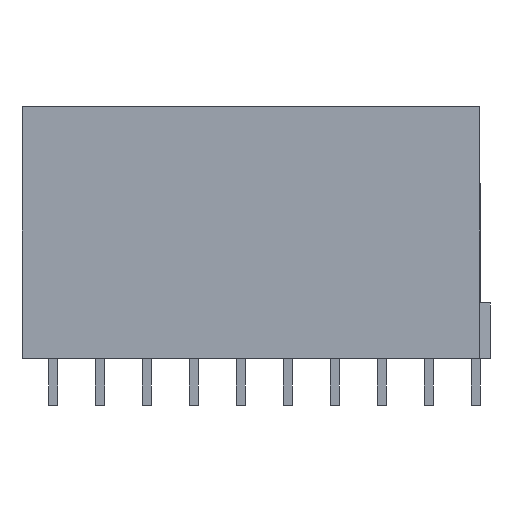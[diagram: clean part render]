
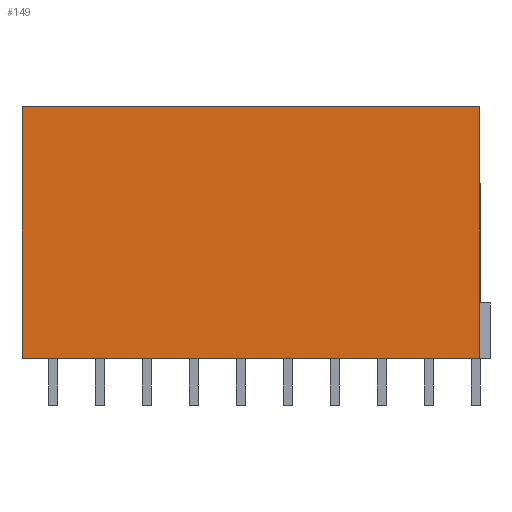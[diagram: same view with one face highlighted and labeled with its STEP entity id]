
A CAD part, front view. The second image highlights one B-rep face of the part: STEP entity #149.
In plain terms, the highlighted planar face has unit normal (0, -1, 0).
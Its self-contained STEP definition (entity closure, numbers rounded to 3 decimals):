
#149=ADVANCED_FACE('',(#3022),#3023,.T.);
#3022=FACE_OUTER_BOUND('',#8318,.T.);
#3023=PLANE('',#8319);
#8318=EDGE_LOOP('',(#16261,#16262,#16263,#16264));
#8319=AXIS2_PLACEMENT_3D('',#16265,#16266,#16267);
#16261=ORIENTED_EDGE('',*,*,#36932,.F.);
#16262=ORIENTED_EDGE('',*,*,#34433,.T.);
#16263=ORIENTED_EDGE('',*,*,#36124,.T.);
#16264=ORIENTED_EDGE('',*,*,#36114,.F.);
#16265=CARTESIAN_POINT('',(-12.45,-11.675,0.0));
#16266=DIRECTION('',(0.0,-1.0,0.0));
#16267=DIRECTION('',(0.0,0.0,-1.0));
#34433=EDGE_CURVE('',#41284,#41282,#41285,.T.);
#36114=EDGE_CURVE('',#44548,#44550,#44551,.T.);
#36124=EDGE_CURVE('',#41282,#44550,#44565,.T.);
#36932=EDGE_CURVE('',#41284,#44548,#46176,.T.);
#41282=VERTEX_POINT('',#52688);
#41284=VERTEX_POINT('',#52691);
#41285=LINE('',#52692,#52693);
#44548=VERTEX_POINT('',#56883);
#44550=VERTEX_POINT('',#56886);
#44551=LINE('',#56887,#56888);
#44565=LINE('',#56910,#56911);
#46176=LINE('',#59009,#59010);
#52688=CARTESIAN_POINT('',(-12.45,-11.675,-13.4));
#52691=CARTESIAN_POINT('',(-12.45,-11.675,0.0));
#52692=CARTESIAN_POINT('',(-12.45,-11.675,0.0));
#52693=VECTOR('',#68785,13.4);
#56883=CARTESIAN_POINT('',(11.9,-11.675,0.0));
#56886=CARTESIAN_POINT('',(11.9,-11.675,-13.4));
#56887=CARTESIAN_POINT('',(11.9,-11.675,0.0));
#56888=VECTOR('',#71970,13.4);
#56910=CARTESIAN_POINT('',(-12.45,-11.675,-13.4));
#56911=VECTOR('',#71982,24.35);
#59009=CARTESIAN_POINT('',(-12.45,-11.675,0.0));
#59010=VECTOR('',#73430,24.35);
#68785=DIRECTION('',(0.0,0.0,-1.0));
#71970=DIRECTION('',(0.0,0.0,-1.0));
#71982=DIRECTION('',(1.0,0.0,0.0));
#73430=DIRECTION('',(1.0,0.0,0.0));
